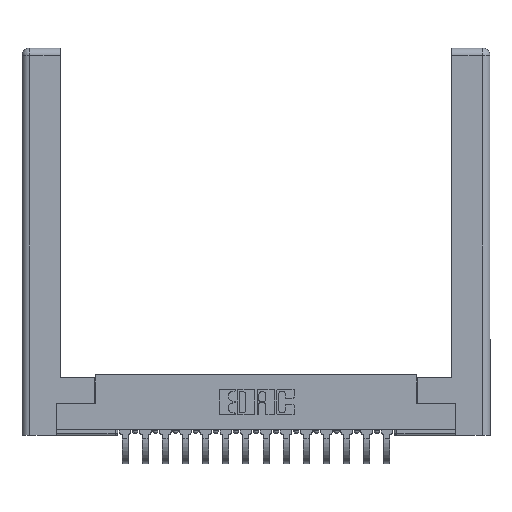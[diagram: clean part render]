
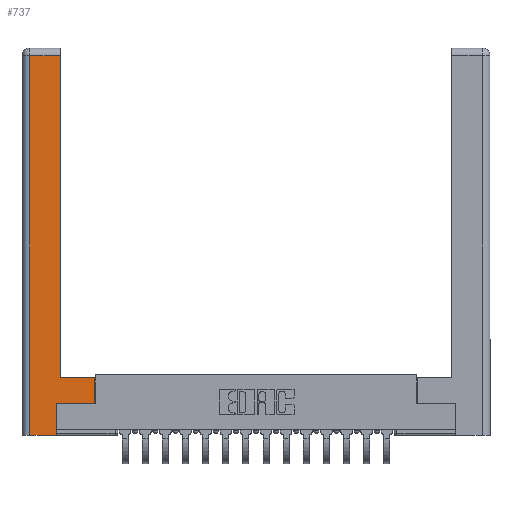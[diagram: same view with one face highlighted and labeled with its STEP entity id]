
A CAD part, top view. The second image highlights one B-rep face of the part: STEP entity #737.
In plain terms, the highlighted planar face has unit normal (0, 0, 1).
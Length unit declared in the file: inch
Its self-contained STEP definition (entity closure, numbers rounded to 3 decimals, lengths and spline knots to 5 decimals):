
#19 = PLANE ( 'NONE',  #1177 ) ;
#449 = VECTOR ( 'NONE', #19482, 39.37008 ) ;
#483 = CARTESIAN_POINT ( 'NONE',  ( 0.295, 2.94, 0. ) ) ;
#549 = VERTEX_POINT ( 'NONE', #4280 ) ;
#737 = ADVANCED_FACE ( 'NONE', ( #13881 ), #19, .F. ) ;
#749 = ORIENTED_EDGE ( 'NONE', *, *, #16350, .T. ) ;
#944 = LINE ( 'NONE', #19475, #8584 ) ;
#1177 = AXIS2_PLACEMENT_3D ( 'NONE', #12364, #18545, #4680 ) ;
#1759 = ORIENTED_EDGE ( 'NONE', *, *, #11157, .T. ) ;
#1819 = DIRECTION ( 'NONE',  ( 1., 0., 0. ) ) ;
#2137 = LINE ( 'NONE', #3764, #11413 ) ;
#2239 = VERTEX_POINT ( 'NONE', #7929 ) ;
#2419 = CARTESIAN_POINT ( 'NONE',  ( 0.295, 3., 0. ) ) ;
#2968 = VECTOR ( 'NONE', #15771, 39.37008 ) ;
#3053 = VECTOR ( 'NONE', #1819, 39.37008 ) ;
#3177 = VERTEX_POINT ( 'NONE', #483 ) ;
#3434 = CARTESIAN_POINT ( 'NONE',  ( 0.0615, 0., 0. ) ) ;
#3764 = CARTESIAN_POINT ( 'NONE',  ( 0.565, 0.45, 0. ) ) ;
#4044 = LINE ( 'NONE', #9903, #12342 ) ;
#4197 = ORIENTED_EDGE ( 'NONE', *, *, #14929, .T. ) ;
#4280 = CARTESIAN_POINT ( 'NONE',  ( 0.265, 0.245, 0. ) ) ;
#4495 = EDGE_CURVE ( 'NONE', #10204, #549, #8286, .T. ) ;
#4680 = DIRECTION ( 'NONE',  ( -1., 0., 0. ) ) ;
#5221 = CARTESIAN_POINT ( 'NONE',  ( 0.0615, 2.94, 0. ) ) ;
#6768 = CARTESIAN_POINT ( 'NONE',  ( 0.265, 0.245, 0. ) ) ;
#6852 = ORIENTED_EDGE ( 'NONE', *, *, #12785, .T. ) ;
#6870 = DIRECTION ( 'NONE',  ( 1., 0., 0. ) ) ;
#7036 = CARTESIAN_POINT ( 'NONE',  ( 0.0615, 2.94, 0. ) ) ;
#7929 = CARTESIAN_POINT ( 'NONE',  ( 0.295, 0.45, 0. ) ) ;
#8004 = VECTOR ( 'NONE', #10207, 39.37008 ) ;
#8278 = VERTEX_POINT ( 'NONE', #8672 ) ;
#8286 = LINE ( 'NONE', #6768, #8004 ) ;
#8584 = VECTOR ( 'NONE', #9949, 39.37008 ) ;
#8594 = DIRECTION ( 'NONE',  ( 0., 1., 0. ) ) ;
#8672 = CARTESIAN_POINT ( 'NONE',  ( 0.565, 0.45, 0. ) ) ;
#9222 = VERTEX_POINT ( 'NONE', #13897 ) ;
#9903 = CARTESIAN_POINT ( 'NONE',  ( 0.265, 0., 0. ) ) ;
#9949 = DIRECTION ( 'NONE',  ( -1., 0., 0. ) ) ;
#10204 = VERTEX_POINT ( 'NONE', #10413 ) ;
#10207 = DIRECTION ( 'NONE',  ( 0., 1., 0. ) ) ;
#10413 = CARTESIAN_POINT ( 'NONE',  ( 0.265, 0., 0. ) ) ;
#10711 = VECTOR ( 'NONE', #8594, 39.37008 ) ;
#11157 = EDGE_CURVE ( 'NONE', #549, #18974, #14375, .T. ) ;
#11413 = VECTOR ( 'NONE', #16101, 39.37008 ) ;
#12342 = VECTOR ( 'NONE', #6870, 39.37008 ) ;
#12364 = CARTESIAN_POINT ( 'NONE',  ( 0., 0., 0. ) ) ;
#12785 = EDGE_CURVE ( 'NONE', #13966, #9222, #15673, .T. ) ;
#13046 = ORIENTED_EDGE ( 'NONE', *, *, #19595, .T. ) ;
#13069 = EDGE_CURVE ( 'NONE', #2239, #3177, #16274, .T. ) ;
#13881 = FACE_OUTER_BOUND ( 'NONE', #13937, .T. ) ;
#13897 = CARTESIAN_POINT ( 'NONE',  ( 0.0615, 0., 0. ) ) ;
#13937 = EDGE_LOOP ( 'NONE', ( #18209, #17882, #6852, #4197, #18064, #1759, #749, #13046 ) ) ;
#13966 = VERTEX_POINT ( 'NONE', #5221 ) ;
#14375 = LINE ( 'NONE', #15688, #3053 ) ;
#14929 = EDGE_CURVE ( 'NONE', #9222, #10204, #4044, .T. ) ;
#15673 = LINE ( 'NONE', #3434, #2968 ) ;
#15688 = CARTESIAN_POINT ( 'NONE',  ( 0.565, 0.245, 0. ) ) ;
#15771 = DIRECTION ( 'NONE',  ( 0., -1., 0. ) ) ;
#16101 = DIRECTION ( 'NONE',  ( 0., 1., 0. ) ) ;
#16274 = LINE ( 'NONE', #2419, #10711 ) ;
#16350 = EDGE_CURVE ( 'NONE', #18974, #8278, #2137, .T. ) ;
#17124 = EDGE_CURVE ( 'NONE', #3177, #13966, #19069, .T. ) ;
#17882 = ORIENTED_EDGE ( 'NONE', *, *, #17124, .T. ) ;
#18064 = ORIENTED_EDGE ( 'NONE', *, *, #4495, .T. ) ;
#18209 = ORIENTED_EDGE ( 'NONE', *, *, #13069, .T. ) ;
#18545 = DIRECTION ( 'NONE',  ( 0., 0., -1. ) ) ;
#18619 = CARTESIAN_POINT ( 'NONE',  ( 0.565, 0.245, 0. ) ) ;
#18974 = VERTEX_POINT ( 'NONE', #18619 ) ;
#19069 = LINE ( 'NONE', #7036, #449 ) ;
#19475 = CARTESIAN_POINT ( 'NONE',  ( 0.295, 0.45, 0. ) ) ;
#19482 = DIRECTION ( 'NONE',  ( -1., 0., 0. ) ) ;
#19595 = EDGE_CURVE ( 'NONE', #8278, #2239, #944, .T. ) ;
